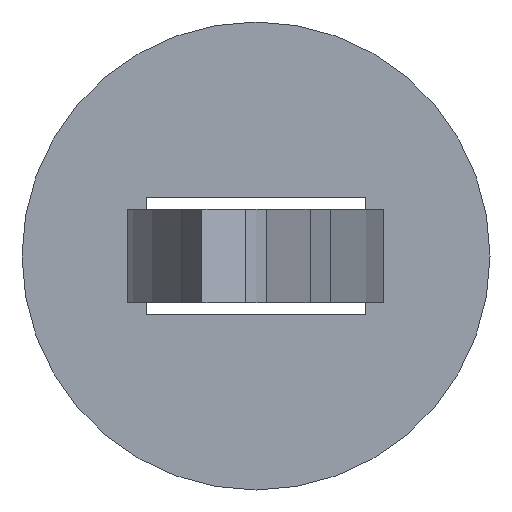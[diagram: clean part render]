
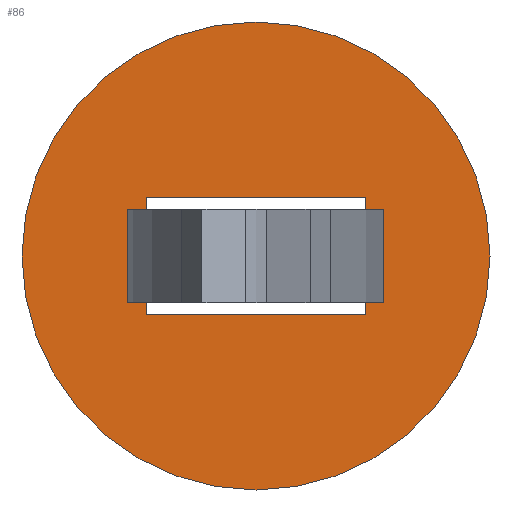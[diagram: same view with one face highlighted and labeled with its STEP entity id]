
A CAD part, front view. The second image highlights one B-rep face of the part: STEP entity #86.
In plain terms, the highlighted planar face has unit normal (0, -1, 0).
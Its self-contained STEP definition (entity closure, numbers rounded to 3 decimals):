
#20 = EDGE_CURVE ( 'NONE', #21, #128, #613, .T. ) ;
#21 = VERTEX_POINT ( 'NONE', #655 ) ;
#40 = EDGE_CURVE ( 'NONE', #128, #21, #709, .T. ) ;
#86 = ADVANCED_FACE ( 'NONE', ( #942, #941 ), #905, .T. ) ;
#87 = EDGE_LOOP ( 'NONE', ( #140, #142, #121, #141 ) ) ;
#113 = ORIENTED_EDGE ( 'NONE', *, *, #20, .T. ) ;
#114 = ORIENTED_EDGE ( 'NONE', *, *, #40, .T. ) ;
#115 = EDGE_CURVE ( 'NONE', #123, #120, #1024, .T. ) ;
#116 = EDGE_LOOP ( 'NONE', ( #113, #114 ) ) ;
#118 = EDGE_CURVE ( 'NONE', #139, #138, #1020, .T. ) ;
#119 = EDGE_CURVE ( 'NONE', #120, #139, #1016, .T. ) ;
#120 = VERTEX_POINT ( 'NONE', #1012 ) ;
#121 = ORIENTED_EDGE ( 'NONE', *, *, #122, .T. ) ;
#122 = EDGE_CURVE ( 'NONE', #138, #123, #979, .T. ) ;
#123 = VERTEX_POINT ( 'NONE', #975 ) ;
#128 = VERTEX_POINT ( 'NONE', #970 ) ;
#138 = VERTEX_POINT ( 'NONE', #934 ) ;
#139 = VERTEX_POINT ( 'NONE', #933 ) ;
#140 = ORIENTED_EDGE ( 'NONE', *, *, #119, .T. ) ;
#141 = ORIENTED_EDGE ( 'NONE', *, *, #115, .T. ) ;
#142 = ORIENTED_EDGE ( 'NONE', *, *, #118, .T. ) ;
#613 = CIRCLE ( 'NONE', #654, 1.27 ) ;
#651 = DIRECTION ( 'NONE',  ( 0., 0., -1. ) ) ;
#652 = DIRECTION ( 'NONE',  ( 0., -1., 0. ) ) ;
#653 = CARTESIAN_POINT ( 'NONE',  ( -0.065, -1.445, -0.019 ) ) ;
#654 = AXIS2_PLACEMENT_3D ( 'NONE', #653, #652, #651 ) ;
#655 = CARTESIAN_POINT ( 'NONE',  ( -0.065, -1.445, -1.289 ) ) ;
#705 = DIRECTION ( 'NONE',  ( 0., 0., -1. ) ) ;
#706 = DIRECTION ( 'NONE',  ( 0., -1., 0. ) ) ;
#707 = CARTESIAN_POINT ( 'NONE',  ( -0.065, -1.445, -0.019 ) ) ;
#708 = AXIS2_PLACEMENT_3D ( 'NONE', #707, #706, #705 ) ;
#709 = CIRCLE ( 'NONE', #708, 1.27 ) ;
#905 = PLANE ( 'NONE',  #963 ) ;
#933 = CARTESIAN_POINT ( 'NONE',  ( 0.532, -1.445, 0.298 ) ) ;
#934 = CARTESIAN_POINT ( 'NONE',  ( 0.532, -1.445, -0.337 ) ) ;
#941 = FACE_OUTER_BOUND ( 'NONE', #116, .T. ) ;
#942 = FACE_BOUND ( 'NONE', #87, .T. ) ;
#960 = DIRECTION ( 'NONE',  ( 0., 0., -1. ) ) ;
#961 = DIRECTION ( 'NONE',  ( 0., -1., 0. ) ) ;
#962 = CARTESIAN_POINT ( 'NONE',  ( -0.065, -1.445, -0.019 ) ) ;
#963 = AXIS2_PLACEMENT_3D ( 'NONE', #962, #961, #960 ) ;
#970 = CARTESIAN_POINT ( 'NONE',  ( -0.065, -1.445, 1.251 ) ) ;
#975 = CARTESIAN_POINT ( 'NONE',  ( -0.662, -1.445, -0.337 ) ) ;
#976 = DIRECTION ( 'NONE',  ( -1., 0., 0. ) ) ;
#977 = VECTOR ( 'NONE', #976, 1000. ) ;
#978 = CARTESIAN_POINT ( 'NONE',  ( 0.532, -1.445, -0.337 ) ) ;
#979 = LINE ( 'NONE', #978, #977 ) ;
#1012 = CARTESIAN_POINT ( 'NONE',  ( -0.662, -1.445, 0.298 ) ) ;
#1013 = DIRECTION ( 'NONE',  ( 1., 0., 0. ) ) ;
#1014 = VECTOR ( 'NONE', #1013, 1000. ) ;
#1015 = CARTESIAN_POINT ( 'NONE',  ( 0.532, -1.445, 0.298 ) ) ;
#1016 = LINE ( 'NONE', #1015, #1014 ) ;
#1017 = DIRECTION ( 'NONE',  ( 0., 0., -1. ) ) ;
#1018 = VECTOR ( 'NONE', #1017, 1000. ) ;
#1019 = CARTESIAN_POINT ( 'NONE',  ( 0.532, -1.445, 0.298 ) ) ;
#1020 = LINE ( 'NONE', #1019, #1018 ) ;
#1021 = DIRECTION ( 'NONE',  ( 0., 0., 1. ) ) ;
#1022 = VECTOR ( 'NONE', #1021, 1000. ) ;
#1023 = CARTESIAN_POINT ( 'NONE',  ( -0.662, -1.445, -0.337 ) ) ;
#1024 = LINE ( 'NONE', #1023, #1022 ) ;
